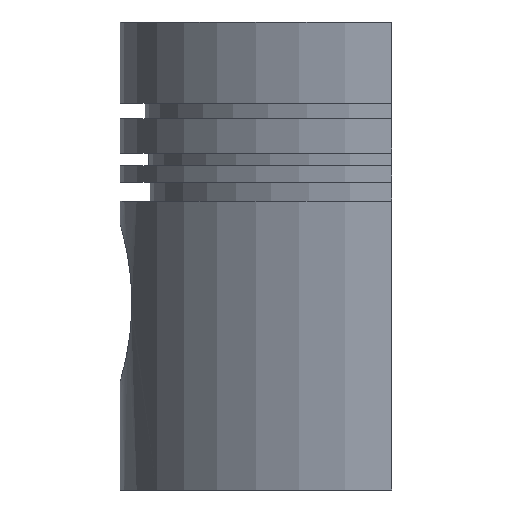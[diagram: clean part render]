
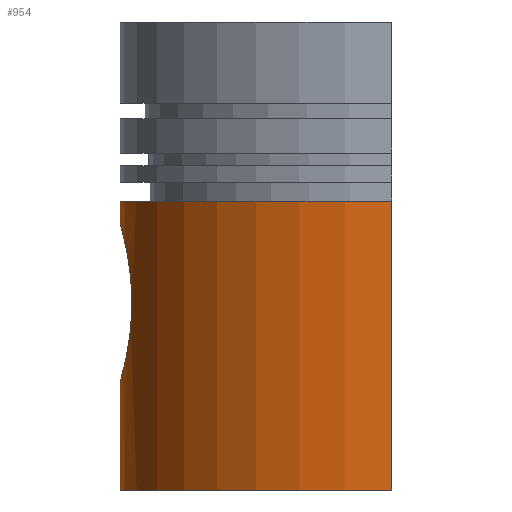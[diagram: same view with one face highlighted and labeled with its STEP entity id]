
A CAD part, left-side view. The second image highlights one B-rep face of the part: STEP entity #954.
In plain terms, the highlighted cylindrical face has radius 43.5 mm (diameter 87 mm), a partial arc.
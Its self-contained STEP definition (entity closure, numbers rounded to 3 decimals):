
#10=CYLINDRICAL_SURFACE('',#14,43.5);
#11=CARTESIAN_POINT('',(0.,0.,26.75));
#12=DIRECTION('',(0.,0.,-1.));
#13=DIRECTION('',(-43.5,0.,0.));
#14=AXIS2_PLACEMENT_3D('',#11,#12,#13);
#24=PLANE('',#27);
#25=CARTESIAN_POINT('',(-34.265,0.,12.518));
#26=DIRECTION('',(0.,-1.,0.));
#27=AXIS2_PLACEMENT_3D('',#25,#26,$);
#71=PLANE('',#74);
#72=CARTESIAN_POINT('',(-38.7,0.,16.3));
#73=DIRECTION('',(0.,0.,1.));
#74=AXIS2_PLACEMENT_3D('',#72,#73,$);
#75=CIRCLE('',#76,43.5);
#76=AXIS2_PLACEMENT_3D('',#77,#78,#79);
#77=CARTESIAN_POINT('',(0.,0.,16.3));
#78=DIRECTION('',(0.,0.,-1.));
#79=DIRECTION('',(-43.5,0.,0.));
#80=LINE('',#82,#83);
#81=DIRECTION('',(0.,0.,-1.));
#82=CARTESIAN_POINT('',(43.5,0.,16.3));
#83=VECTOR('',#81,1.);
#84=PLANE('',#87);
#85=CARTESIAN_POINT('',(-43.5,0.,-30.));
#86=DIRECTION('',(0.,0.,-1.));
#87=AXIS2_PLACEMENT_3D('',#85,#86,$);
#88=CIRCLE('',#89,43.5);
#89=AXIS2_PLACEMENT_3D('',#90,#91,#92);
#90=CARTESIAN_POINT('',(0.,0.,-30.));
#91=DIRECTION('',(0.,0.,-1.));
#92=DIRECTION('',(-43.5,0.,0.));
#93=LINE('',#95,#96);
#94=DIRECTION('',(0.,0.,-1.));
#95=CARTESIAN_POINT('',(-43.5,0.,16.3));
#96=VECTOR('',#94,1.);
#97=CYLINDRICAL_SURFACE('',#101,12.5);
#98=CARTESIAN_POINT('',(0.,0.,0.));
#99=DIRECTION('',(0.,-1.,0.));
#100=DIRECTION('',(12.5,0.,0.));
#101=AXIS2_PLACEMENT_3D('',#98,#99,#100);
#102=(
BOUNDED_CURVE()
B_SPLINE_CURVE(3,(#103,#104,#105,#106,#107,#108,#109,#110,#111,#112,#113,
#114,#115,#116,#117,#118,#119,#120,#121,#122,#123,#124,#125,#126,#127,#128,
#129,#130,#131,#132,#133,#134,#135,#136,#137,#138,#139,#140,#141,#142,#143,
#144,#145,#146,#147,#148,#149,#150,#151,#152,#153,#154,#155,#156,#157,#158,
#159,#160,#161,#162,#163,#164,#165,#166,#167,#168,#169,#170,#171,#172,#173,
#174,#175,#176,#177,#178,#179,#180,#181,#182,#183,#184,#185,#186,#187,#188,
#189,#190,#191,#192,#193),.UNSPECIFIED.,.T.,.F.)
B_SPLINE_CURVE_WITH_KNOTS((4,3,3,3,3,3,3,3,3,3,3,3,3,3,3,3,3,3,3,3,3,3,3,
3,3,3,3,3,3,3,4),(0.,2.369,4.738,7.107,
9.476,11.845,14.213,16.582,18.95,
21.319,23.687,26.056,28.424,30.793,
33.162,35.531,37.9,40.269,42.638,
45.007,47.377,49.745,52.113,54.482,
56.85,59.416,61.982,67.113,72.244,
74.809,77.375),.UNSPECIFIED.)
CURVE()
GEOMETRIC_REPRESENTATION_ITEM()
RATIONAL_B_SPLINE_CURVE((1.,1.,1.,1.,1.,1.,1.,1.,1.,1.,1.,1.,1.,1.,1.,1.,
1.,1.,1.,1.,1.,1.,1.,1.,1.,1.,1.,1.,1.,1.,1.,1.,1.,1.,1.,1.,1.,1.,1.,1.,
1.,1.,1.,1.,1.,1.,1.,1.,1.,1.,1.,1.,1.,1.,1.,1.,1.,1.,1.,1.,1.,1.,1.,1.,
1.,1.,1.,1.,1.,1.,1.,1.,1.,1.,1.,1.,1.,1.,1.,1.,1.,1.,1.,1.,1.,1.,1.,1.,
1.,1.,1.))
REPRESENTATION_ITEM('')
);
#103=CARTESIAN_POINT('',(-12.5,41.665,0.));
#104=CARTESIAN_POINT('',(-12.5,41.665,-0.79));
#105=CARTESIAN_POINT('',(-12.424,41.688,-1.605));
#106=CARTESIAN_POINT('',(-12.265,41.735,-2.414));
#107=CARTESIAN_POINT('',(-12.105,41.782,-3.223));
#108=CARTESIAN_POINT('',(-11.863,41.852,-4.027));
#109=CARTESIAN_POINT('',(-11.543,41.94,-4.796));
#110=CARTESIAN_POINT('',(-11.224,42.028,-5.565));
#111=CARTESIAN_POINT('',(-10.827,42.134,-6.301));
#112=CARTESIAN_POINT('',(-10.368,42.246,-6.982));
#113=CARTESIAN_POINT('',(-9.91,42.359,-7.662));
#114=CARTESIAN_POINT('',(-9.391,42.478,-8.286));
#115=CARTESIAN_POINT('',(-8.839,42.593,-8.839));
#116=CARTESIAN_POINT('',(-8.286,42.707,-9.391));
#117=CARTESIAN_POINT('',(-7.662,42.825,-9.91));
#118=CARTESIAN_POINT('',(-6.982,42.936,-10.368));
#119=CARTESIAN_POINT('',(-6.302,43.047,-10.826));
#120=CARTESIAN_POINT('',(-5.565,43.149,-11.224));
#121=CARTESIAN_POINT('',(-4.796,43.235,-11.543));
#122=CARTESIAN_POINT('',(-4.027,43.32,-11.863));
#123=CARTESIAN_POINT('',(-3.223,43.388,-12.105));
#124=CARTESIAN_POINT('',(-2.414,43.433,-12.265));
#125=CARTESIAN_POINT('',(-1.605,43.478,-12.424));
#126=CARTESIAN_POINT('',(-0.789,43.5,-12.5));
#127=CARTESIAN_POINT('',(0.,43.5,-12.5));
#128=CARTESIAN_POINT('',(0.789,43.5,-12.5));
#129=CARTESIAN_POINT('',(1.605,43.478,-12.424));
#130=CARTESIAN_POINT('',(2.414,43.433,-12.265));
#131=CARTESIAN_POINT('',(3.223,43.388,-12.105));
#132=CARTESIAN_POINT('',(4.027,43.32,-11.863));
#133=CARTESIAN_POINT('',(4.796,43.235,-11.543));
#134=CARTESIAN_POINT('',(5.565,43.149,-11.224));
#135=CARTESIAN_POINT('',(6.302,43.047,-10.826));
#136=CARTESIAN_POINT('',(6.982,42.936,-10.368));
#137=CARTESIAN_POINT('',(7.662,42.825,-9.91));
#138=CARTESIAN_POINT('',(8.286,42.707,-9.391));
#139=CARTESIAN_POINT('',(8.839,42.593,-8.839));
#140=CARTESIAN_POINT('',(9.391,42.478,-8.286));
#141=CARTESIAN_POINT('',(9.91,42.359,-7.662));
#142=CARTESIAN_POINT('',(10.368,42.246,-6.982));
#143=CARTESIAN_POINT('',(10.827,42.134,-6.301));
#144=CARTESIAN_POINT('',(11.224,42.028,-5.565));
#145=CARTESIAN_POINT('',(11.543,41.94,-4.796));
#146=CARTESIAN_POINT('',(11.863,41.852,-4.027));
#147=CARTESIAN_POINT('',(12.105,41.782,-3.223));
#148=CARTESIAN_POINT('',(12.265,41.735,-2.414));
#149=CARTESIAN_POINT('',(12.424,41.688,-1.605));
#150=CARTESIAN_POINT('',(12.5,41.665,-0.79));
#151=CARTESIAN_POINT('',(12.5,41.665,0.));
#152=CARTESIAN_POINT('',(12.5,41.665,0.79));
#153=CARTESIAN_POINT('',(12.424,41.688,1.605));
#154=CARTESIAN_POINT('',(12.265,41.735,2.414));
#155=CARTESIAN_POINT('',(12.105,41.782,3.223));
#156=CARTESIAN_POINT('',(11.863,41.852,4.027));
#157=CARTESIAN_POINT('',(11.543,41.94,4.796));
#158=CARTESIAN_POINT('',(11.224,42.028,5.565));
#159=CARTESIAN_POINT('',(10.827,42.134,6.301));
#160=CARTESIAN_POINT('',(10.368,42.246,6.982));
#161=CARTESIAN_POINT('',(9.91,42.359,7.662));
#162=CARTESIAN_POINT('',(9.391,42.478,8.286));
#163=CARTESIAN_POINT('',(8.839,42.593,8.839));
#164=CARTESIAN_POINT('',(8.286,42.707,9.391));
#165=CARTESIAN_POINT('',(7.662,42.825,9.91));
#166=CARTESIAN_POINT('',(6.982,42.936,10.368));
#167=CARTESIAN_POINT('',(6.302,43.047,10.826));
#168=CARTESIAN_POINT('',(5.565,43.149,11.224));
#169=CARTESIAN_POINT('',(4.796,43.235,11.543));
#170=CARTESIAN_POINT('',(4.027,43.32,11.863));
#171=CARTESIAN_POINT('',(3.223,43.388,12.105));
#172=CARTESIAN_POINT('',(2.414,43.433,12.265));
#173=CARTESIAN_POINT('',(1.605,43.478,12.424));
#174=CARTESIAN_POINT('',(0.789,43.5,12.5));
#175=CARTESIAN_POINT('',(0.,43.5,12.5));
#176=CARTESIAN_POINT('',(-0.855,43.5,12.5));
#177=CARTESIAN_POINT('',(-1.694,43.475,12.412));
#178=CARTESIAN_POINT('',(-2.506,43.428,12.246));
#179=CARTESIAN_POINT('',(-3.318,43.381,12.08));
#180=CARTESIAN_POINT('',(-4.103,43.313,11.835));
#181=CARTESIAN_POINT('',(-4.853,43.228,11.52));
#182=CARTESIAN_POINT('',(-6.352,43.06,10.888));
#183=CARTESIAN_POINT('',(-7.706,42.828,9.972));
#184=CARTESIAN_POINT('',(-8.84,42.592,8.838));
#185=CARTESIAN_POINT('',(-9.974,42.357,7.703));
#186=CARTESIAN_POINT('',(-10.889,42.12,6.35));
#187=CARTESIAN_POINT('',(-11.52,41.947,4.851));
#188=CARTESIAN_POINT('',(-11.836,41.86,4.102));
#189=CARTESIAN_POINT('',(-12.08,41.789,3.317));
#190=CARTESIAN_POINT('',(-12.246,41.741,2.505));
#191=CARTESIAN_POINT('',(-12.412,41.692,1.693));
#192=CARTESIAN_POINT('',(-12.5,41.665,0.855));
#193=CARTESIAN_POINT('',(-12.5,41.665,0.));
#954=ADVANCED_FACE('',(#955,#977),#10,.T.);
#955=FACE_BOUND('',#956,.T.);
#956=EDGE_LOOP('',(#957,#964,#969,#974));
#957=ORIENTED_EDGE('',*,*,#958,.T.);
#958=EDGE_CURVE('',#960,#962,#959,.T.);
#959=INTERSECTION_CURVE('',#75,(#10,#71),.CURVE_3D.);
#960=VERTEX_POINT('',#961);
#961=CARTESIAN_POINT('',(-43.5,0.,16.3));
#962=VERTEX_POINT('',#963);
#963=CARTESIAN_POINT('',(43.5,0.,16.3));
#964=ORIENTED_EDGE('',*,*,#965,.F.);
#965=EDGE_CURVE('',#967,#962,#966,.F.);
#966=INTERSECTION_CURVE('',#80,(#10,#24),.CURVE_3D.);
#967=VERTEX_POINT('',#968);
#968=CARTESIAN_POINT('',(43.5,0.,-30.));
#969=ORIENTED_EDGE('',*,*,#970,.F.);
#970=EDGE_CURVE('',#972,#967,#971,.T.);
#971=INTERSECTION_CURVE('',#88,(#10,#84),.CURVE_3D.);
#972=VERTEX_POINT('',#973);
#973=CARTESIAN_POINT('',(-43.5,0.,-30.));
#974=ORIENTED_EDGE('',*,*,#975,.F.);
#975=EDGE_CURVE('',#960,#972,#976,.T.);
#976=INTERSECTION_CURVE('',#93,(#10,#24),.CURVE_3D.);
#977=FACE_BOUND('',#978,.T.);
#978=EDGE_LOOP('',(#979));
#979=ORIENTED_EDGE('',*,*,#980,.T.);
#980=EDGE_CURVE('',#982,#982,#981,.T.);
#981=INTERSECTION_CURVE('',#102,(#10,#97),.CURVE_3D.);
#982=VERTEX_POINT('',#983);
#983=CARTESIAN_POINT('',(-12.5,41.665,0.));
